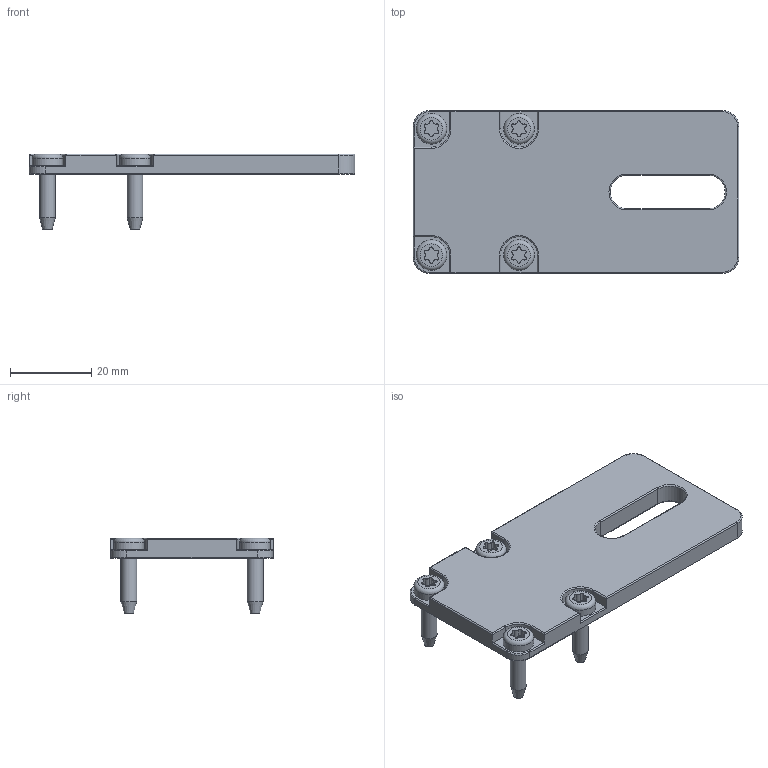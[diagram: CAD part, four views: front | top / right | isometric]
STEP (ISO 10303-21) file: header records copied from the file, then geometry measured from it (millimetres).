
FILE_DESCRIPTION(/* description */ ('STEP AP214'),/* implementation_level */ '2;1');
FILE_NAME(/* name */ '062ATS4080S01',/* time_stamp */ '2023-03-15T15:47:12+01:00',/* author */ ('License CC BY-ND 4.0'),/* organization */ ('CADENAS'),/* preprocessor_version */ 'ST-DEVELOPER v19.3',/* originating_system */ 'PARTsolutions',/* authorisation */ ' ');
FILE_SCHEMA (('AUTOMOTIVE_DESIGN {1 0 10303 214 3 1 1}'));
Length unit declared in the file: millimetre
Products named in the file (3): 062ATS4080S01; DIN 7504; 062ATS4080S011
Assembly tree (5 placements, depth 2):
  062ATS4080S01
    DIN 7504  x4
    062ATS4080S011
Bounding box: 80 x 40 x 18.6 mm (x, y, z)
Volume: 14983.7 mm3; surface area: 8805.6 mm2
Topology: 5 solids, 5 shells, 166 faces, 388 edges, 240 vertices
Faces by surface type: cylinder 98, plane 36, torus 28, cone 4
Full cylindrical faces by diameter (mm): 3.9 x4, 4.5 x4, 7.5 x4
Entity records: 3083 total; most frequent: DIRECTION 588, CARTESIAN_POINT 496, ORIENTED_EDGE 468, AXIS2_PLACEMENT_3D 242, EDGE_CURVE 234, VERTEX_POINT 150, EDGE_LOOP 134, FACE_BOUND 134
